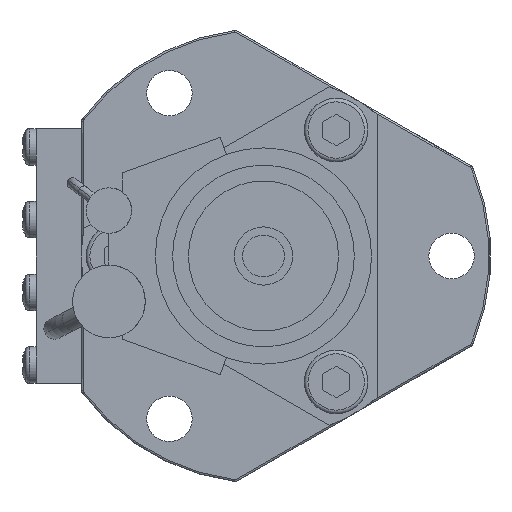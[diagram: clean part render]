
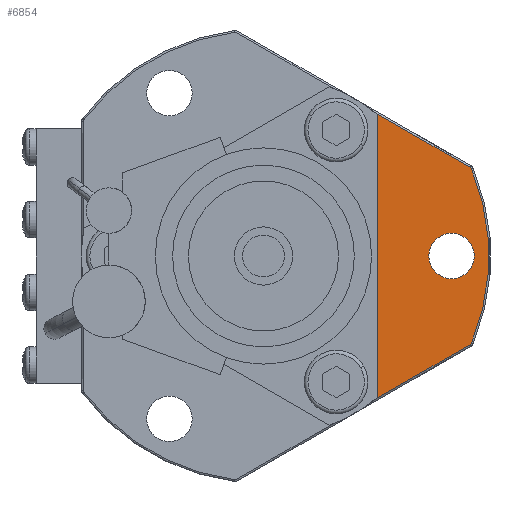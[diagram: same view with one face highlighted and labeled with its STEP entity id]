
A CAD part, left-side view. The second image highlights one B-rep face of the part: STEP entity #6854.
In plain terms, the highlighted planar face has unit normal (-1, 0, 0).
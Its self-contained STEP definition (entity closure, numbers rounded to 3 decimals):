
#551=CARTESIAN_POINT('',(-8.,-20.69,0.));
#552=DIRECTION('',(-1.,0.,0.));
#553=DIRECTION('',(0.,0.,1.));
#554=AXIS2_PLACEMENT_3D('',#551,#552,#553);
#556=CARTESIAN_POINT('',(-8.,-20.69,0.));
#557=DIRECTION('',(1.,0.,0.));
#558=DIRECTION('',(0.,0.,1.));
#559=AXIS2_PLACEMENT_3D('',#556,#557,#558);
#655=DIRECTION('',(0.,0.866,0.5));
#656=VECTOR('',#655,12.011);
#657=CARTESIAN_POINT('',(-8.,-22.745,9.731));
#658=LINE('',#657,#656);
#659=CARTESIAN_POINT('',(-8.,-22.595,9.471));
#660=DIRECTION('',(-1.,0.,0.));
#661=DIRECTION('',(0.,-0.922,0.387));
#662=AXIS2_PLACEMENT_3D('',#659,#660,#661);
#664=CARTESIAN_POINT('',(-8.,0.,0.));
#665=DIRECTION('',(-1.,0.,0.));
#666=DIRECTION('',(0.,-0.922,-0.387));
#667=AXIS2_PLACEMENT_3D('',#664,#665,#666);
#669=CARTESIAN_POINT('',(-8.,-22.595,-9.471));
#670=DIRECTION('',(-1.,0.,0.));
#671=DIRECTION('',(0.,-0.5,-0.866));
#672=AXIS2_PLACEMENT_3D('',#669,#670,#671);
#674=DIRECTION('',(0.,-0.866,0.5));
#675=VECTOR('',#674,12.011);
#676=CARTESIAN_POINT('',(-8.,-12.343,-15.737));
#677=LINE('',#676,#675);
#678=CARTESIAN_POINT('',(-8.,0.,0.));
#679=DIRECTION('',(-1.,0.,0.));
#680=DIRECTION('',(0.,-0.617,-0.787));
#681=AXIS2_PLACEMENT_3D('',#678,#679,#680);
#683=DIRECTION('',(0.,0.,-1.));
#684=VECTOR('',#683,31.225);
#685=CARTESIAN_POINT('',(-8.,-12.5,15.612));
#686=LINE('',#685,#684);
#687=CARTESIAN_POINT('',(-8.,0.,0.));
#688=DIRECTION('',(-1.,0.,0.));
#689=DIRECTION('',(0.,-0.625,0.781));
#690=AXIS2_PLACEMENT_3D('',#687,#688,#689);
#5229=CARTESIAN_POINT('',(-8.,-20.69,2.5));
#5230=CARTESIAN_POINT('',(-8.,-20.69,-2.5));
#5231=VERTEX_POINT('',#5229);
#5232=VERTEX_POINT('',#5230);
#5443=CARTESIAN_POINT('',(-8.,-12.5,-15.612));
#5444=VERTEX_POINT('',#5443);
#5445=CARTESIAN_POINT('',(-8.,-12.5,15.612));
#5446=VERTEX_POINT('',#5445);
#6071=CARTESIAN_POINT('',(-8.,-22.745,9.731));
#6072=CARTESIAN_POINT('',(-8.,-12.343,15.737));
#6073=VERTEX_POINT('',#6071);
#6074=VERTEX_POINT('',#6072);
#6075=CARTESIAN_POINT('',(-8.,-22.872,9.587));
#6076=VERTEX_POINT('',#6075);
#6079=CARTESIAN_POINT('',(-8.,-22.872,-9.587));
#6080=VERTEX_POINT('',#6079);
#6083=CARTESIAN_POINT('',(-8.,-22.745,-9.731));
#6084=VERTEX_POINT('',#6083);
#6087=CARTESIAN_POINT('',(-8.,-12.343,-15.737));
#6088=VERTEX_POINT('',#6087);
#6825=CARTESIAN_POINT('',(-8.,0.,0.));
#6826=DIRECTION('',(1.,0.,0.));
#6827=DIRECTION('',(0.,-1.,0.));
#6828=AXIS2_PLACEMENT_3D('',#6825,#6826,#6827);
#6829=PLANE('',#6828);
#6831=ORIENTED_EDGE('',*,*,#6830,.F.);
#6833=ORIENTED_EDGE('',*,*,#6832,.F.);
#6835=ORIENTED_EDGE('',*,*,#6834,.F.);
#6837=ORIENTED_EDGE('',*,*,#6836,.F.);
#6839=ORIENTED_EDGE('',*,*,#6838,.F.);
#6841=ORIENTED_EDGE('',*,*,#6840,.T.);
#6843=ORIENTED_EDGE('',*,*,#6842,.F.);
#6845=ORIENTED_EDGE('',*,*,#6844,.T.);
#6846=EDGE_LOOP('',(#6831,#6833,#6835,#6837,#6839,#6841,#6843,#6845));
#6847=FACE_OUTER_BOUND('',#6846,.F.);
#6849=ORIENTED_EDGE('',*,*,#6848,.T.);
#6851=ORIENTED_EDGE('',*,*,#6850,.F.);
#6852=EDGE_LOOP('',(#6849,#6851));
#6853=FACE_BOUND('',#6852,.F.);
#6854=ADVANCED_FACE('',(#6847,#6853),#6829,.F.);
#555=CIRCLE('',#554,2.5);
#560=CIRCLE('',#559,2.5);
#663=CIRCLE('',#662,0.3);
#668=CIRCLE('',#667,24.8);
#673=CIRCLE('',#672,0.3);
#682=CIRCLE('',#681,20.);
#691=CIRCLE('',#690,20.);
#6830=EDGE_CURVE('',#6073,#6074,#658,.T.);
#6832=EDGE_CURVE('',#6076,#6073,#663,.T.);
#6834=EDGE_CURVE('',#6080,#6076,#668,.T.);
#6836=EDGE_CURVE('',#6084,#6080,#673,.T.);
#6838=EDGE_CURVE('',#6088,#6084,#677,.T.);
#6840=EDGE_CURVE('',#6088,#5444,#682,.T.);
#6842=EDGE_CURVE('',#5446,#5444,#686,.T.);
#6844=EDGE_CURVE('',#5446,#6074,#691,.T.);
#6848=EDGE_CURVE('',#5231,#5232,#555,.T.);
#6850=EDGE_CURVE('',#5231,#5232,#560,.T.);
